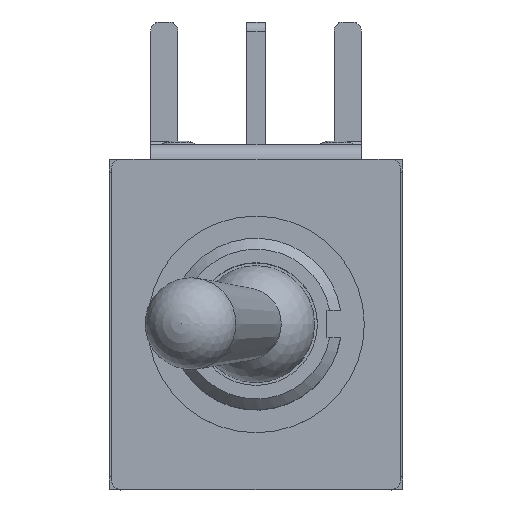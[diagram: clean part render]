
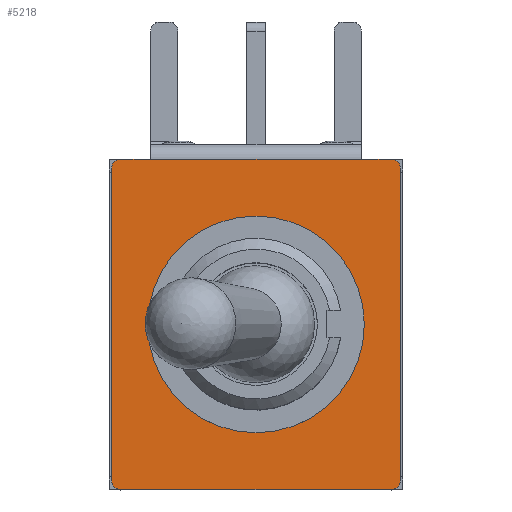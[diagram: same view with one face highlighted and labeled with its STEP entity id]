
A CAD part, top view. The second image highlights one B-rep face of the part: STEP entity #5218.
In plain terms, the highlighted planar face has unit normal (0, 0, 1).
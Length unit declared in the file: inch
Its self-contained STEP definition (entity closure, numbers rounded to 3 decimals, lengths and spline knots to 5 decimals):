
#182=FACE_BOUND('',#640,.T.);
#197=CIRCLE('',#5531,0.00984);
#198=CIRCLE('',#5532,0.00984);
#199=CIRCLE('',#5533,0.00984);
#200=CIRCLE('',#5534,0.00984);
#201=CIRCLE('',#5535,0.11811);
#354=FACE_OUTER_BOUND('',#639,.T.);
#639=EDGE_LOOP('',(#3448,#3449,#3450,#3451,#3452,#3453,#3454,#3455,#3456,
#3457));
#640=EDGE_LOOP('',(#3458));
#954=LINE('',#7433,#1529);
#955=LINE('',#7435,#1530);
#956=LINE('',#7439,#1531);
#957=LINE('',#7443,#1532);
#958=LINE('',#7447,#1533);
#959=LINE('',#7450,#1534);
#1529=VECTOR('',#5997,0.3937);
#1530=VECTOR('',#5998,0.3937);
#1531=VECTOR('',#6001,0.3937);
#1532=VECTOR('',#6004,0.3937);
#1533=VECTOR('',#6007,0.3937);
#1534=VECTOR('',#6010,0.3937);
#2104=VERTEX_POINT('',#7431);
#2105=VERTEX_POINT('',#7432);
#2106=VERTEX_POINT('',#7434);
#2107=VERTEX_POINT('',#7436);
#2108=VERTEX_POINT('',#7438);
#2109=VERTEX_POINT('',#7440);
#2110=VERTEX_POINT('',#7442);
#2111=VERTEX_POINT('',#7444);
#2112=VERTEX_POINT('',#7446);
#2113=VERTEX_POINT('',#7448);
#2114=VERTEX_POINT('',#7451);
#2632=EDGE_CURVE('',#2104,#2105,#954,.T.);
#2633=EDGE_CURVE('',#2106,#2104,#955,.T.);
#2634=EDGE_CURVE('',#2107,#2106,#197,.T.);
#2635=EDGE_CURVE('',#2108,#2107,#956,.T.);
#2636=EDGE_CURVE('',#2109,#2108,#198,.T.);
#2637=EDGE_CURVE('',#2110,#2109,#957,.T.);
#2638=EDGE_CURVE('',#2111,#2110,#199,.T.);
#2639=EDGE_CURVE('',#2112,#2111,#958,.T.);
#2640=EDGE_CURVE('',#2113,#2112,#200,.T.);
#2641=EDGE_CURVE('',#2105,#2113,#959,.T.);
#2642=EDGE_CURVE('',#2114,#2114,#201,.T.);
#3448=ORIENTED_EDGE('',*,*,#2632,.F.);
#3449=ORIENTED_EDGE('',*,*,#2633,.F.);
#3450=ORIENTED_EDGE('',*,*,#2634,.F.);
#3451=ORIENTED_EDGE('',*,*,#2635,.F.);
#3452=ORIENTED_EDGE('',*,*,#2636,.F.);
#3453=ORIENTED_EDGE('',*,*,#2637,.F.);
#3454=ORIENTED_EDGE('',*,*,#2638,.F.);
#3455=ORIENTED_EDGE('',*,*,#2639,.F.);
#3456=ORIENTED_EDGE('',*,*,#2640,.F.);
#3457=ORIENTED_EDGE('',*,*,#2641,.F.);
#3458=ORIENTED_EDGE('',*,*,#2642,.T.);
#5021=PLANE('',#5530);
#5218=ADVANCED_FACE('',(#354,#182),#5021,.T.);
#5530=AXIS2_PLACEMENT_3D('',#7430,#5995,#5996);
#5531=AXIS2_PLACEMENT_3D('',#7437,#5999,#6000);
#5532=AXIS2_PLACEMENT_3D('',#7441,#6002,#6003);
#5533=AXIS2_PLACEMENT_3D('',#7445,#6005,#6006);
#5534=AXIS2_PLACEMENT_3D('',#7449,#6008,#6009);
#5535=AXIS2_PLACEMENT_3D('',#7452,#6011,#6012);
#5995=DIRECTION('center_axis',(0.,0.,
1.));
#5996=DIRECTION('ref_axis',(-1.,0.,0.));
#5997=DIRECTION('',(1.,0.,0.));
#5998=DIRECTION('',(1.,0.,0.));
#5999=DIRECTION('center_axis',(0.,0.,
-1.));
#6000=DIRECTION('ref_axis',(-0.707,0.707,0.));
#6001=DIRECTION('',(0.,1.,0.));
#6002=DIRECTION('center_axis',(0.,0.,
-1.));
#6003=DIRECTION('ref_axis',(-0.707,-0.707,0.));
#6004=DIRECTION('',(-1.,0.,0.));
#6005=DIRECTION('center_axis',(0.,0.,
-1.));
#6006=DIRECTION('ref_axis',(0.707,-0.707,0.));
#6007=DIRECTION('',(0.,-1.,0.));
#6008=DIRECTION('center_axis',(0.,0.,
-1.));
#6009=DIRECTION('ref_axis',(0.707,0.707,0.));
#6010=DIRECTION('',(1.,0.,0.));
#6011=DIRECTION('center_axis',(0.,0.,
-1.));
#6012=DIRECTION('ref_axis',(-1.,0.,0.));
#7430=CARTESIAN_POINT('Origin',(0.,0.,
0.30472));
#7431=CARTESIAN_POINT('',(-0.11496,0.17992,0.30472));
#7432=CARTESIAN_POINT('',(0.11496,0.17992,0.30472));
#7433=CARTESIAN_POINT('',(0.,0.17992,0.30472));
#7434=CARTESIAN_POINT('',(-0.14764,0.17992,0.30472));
#7435=CARTESIAN_POINT('',(0.15748,0.17992,0.30472));
#7436=CARTESIAN_POINT('',(-0.15748,0.17008,0.30472));
#7437=CARTESIAN_POINT('Origin',(-0.14764,0.17008,0.30472));
#7438=CARTESIAN_POINT('',(-0.15748,-0.17008,0.30472));
#7439=CARTESIAN_POINT('',(-0.15748,0.17992,0.30472));
#7440=CARTESIAN_POINT('',(-0.14764,-0.17992,0.30472));
#7441=CARTESIAN_POINT('Origin',(-0.14764,-0.17008,0.30472));
#7442=CARTESIAN_POINT('',(0.14764,-0.17992,0.30472));
#7443=CARTESIAN_POINT('',(-0.15748,-0.17992,0.30472));
#7444=CARTESIAN_POINT('',(0.15748,-0.17008,0.30472));
#7445=CARTESIAN_POINT('Origin',(0.14764,-0.17008,0.30472));
#7446=CARTESIAN_POINT('',(0.15748,0.17008,0.30472));
#7447=CARTESIAN_POINT('',(0.15748,-0.17992,0.30472));
#7448=CARTESIAN_POINT('',(0.14764,0.17992,0.30472));
#7449=CARTESIAN_POINT('Origin',(0.14764,0.17008,0.30472));
#7450=CARTESIAN_POINT('',(0.15748,0.17992,0.30472));
#7451=CARTESIAN_POINT('',(0.11811,0.,0.30472));
#7452=CARTESIAN_POINT('Origin',(0.,0.,
0.30472));
